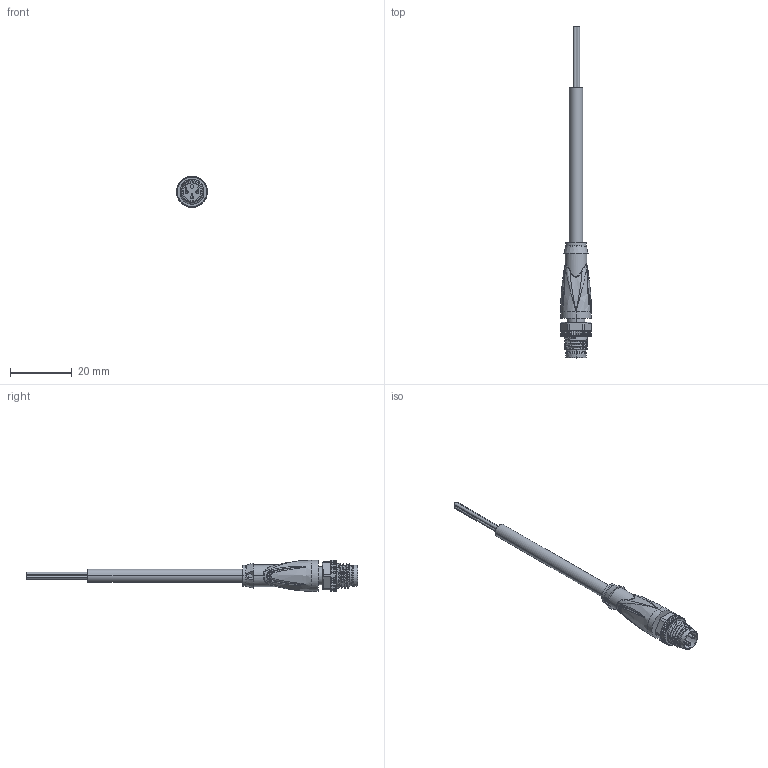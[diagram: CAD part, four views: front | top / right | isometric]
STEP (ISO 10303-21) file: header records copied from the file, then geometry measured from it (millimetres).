
FILE_DESCRIPTION(('STEP AP214'),'1');
FILE_NAME('cctmp_6D0EA2C5-9104-427A-946C-7EAF980BE95D_2022_04_27_10_33_53_0931..stp','2022-04-27T08:33:56',('KiM GmbH'),('CADClick - www.CADClick.com'),'Spatial InterOp 3D postprocessed',' ','unknown authorization');
FILE_SCHEMA(('AUTOMOTIVE_DESIGN'));
Length unit declared in the file: millimetre
Products named in the file (7): T195577_1; Connection2; Cable; Connection1; Connection1_2; Connection1_1; T195577
Assembly tree (6 placements, depth 4):
  T195577
    T195577_1
      Connection2
      Cable
      Connection1
        Connection1_2
        Connection1_1
Bounding box: 10 x 107.3 x 10.15 mm (x, y, z)
Volume: 2783.2 mm3; surface area: 3047.5 mm2
Topology: 7 solids, 7 shells, 756 faces, 2021 edges, 1298 vertices
Faces by surface type: plane 361, bspline 109, cylinder 101, cone 83, torus 80, extrusion 16, sphere 6
Entity records: 42920 total; most frequent: CARTESIAN_POINT 20223, ORIENTED_EDGE 4030, DIRECTION 3222, EDGE_CURVE 2015, STYLED_ITEM 1384, PRESENTATION_STYLE_ASSIGNMENT 1384, VERTEX_POINT 1298, AXIS2_PLACEMENT_3D 1090
